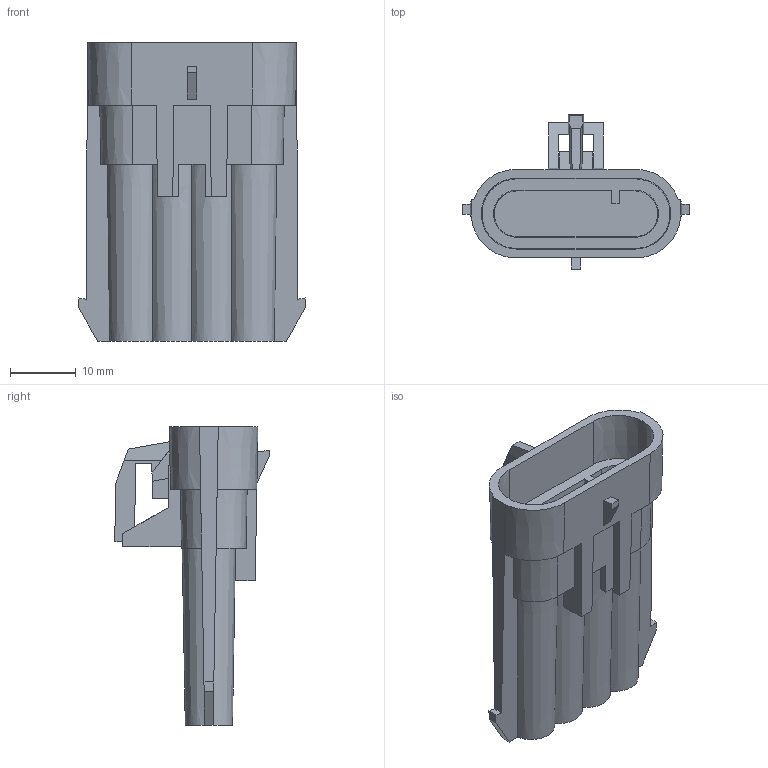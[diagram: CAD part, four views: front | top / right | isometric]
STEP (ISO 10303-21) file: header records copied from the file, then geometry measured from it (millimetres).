
FILE_DESCRIPTION(/* description */ (''),/* implementation_level */ '2;1');
FILE_NAME(/* name */ '12162102-ENV11_06.stp',/* time_stamp */ '2023-07-14T18:19:34+08:00',/* author */ (''),/* organization */ (''),/* preprocessor_version */ 'ST-DEVELOPER v16',/* originating_system */ 'SIEMENS PLM Software NX 11.0',/* authorisation */ '');
FILE_SCHEMA (('AUTOMOTIVE_DESIGN { 1 0 10303 214 3 1 1 1 }'));
Length unit declared in the file: millimetre
Products named in the file (1): 12162102-ENV11_06
Bounding box: 34.6 x 23.56 x 45.5 mm (x, y, z)
Volume: 7605.3 mm3; surface area: 6078.9 mm2
Topology: 1 solids, 1 shells, 110 faces, 324 edges, 215 vertices
Faces by surface type: plane 90, cone 20
Entity records: 3686 total; most frequent: CARTESIAN_POINT 722, ORIENTED_EDGE 648, DIRECTION 567, EDGE_CURVE 324, LINE 257, VECTOR 257, VERTEX_POINT 215, AXIS2_PLACEMENT_3D 155
